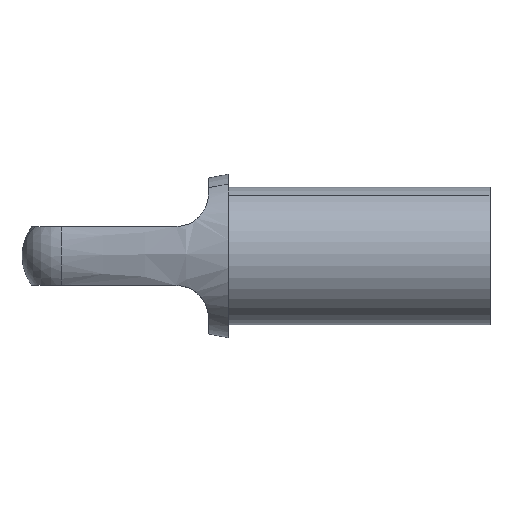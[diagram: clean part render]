
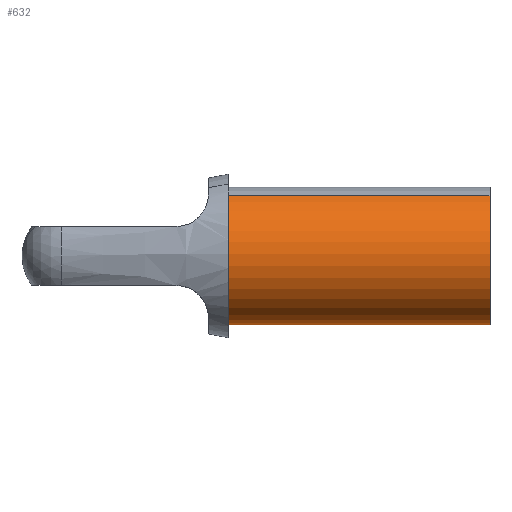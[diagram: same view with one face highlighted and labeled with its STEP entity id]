
A CAD part, front view. The second image highlights one B-rep face of the part: STEP entity #632.
In plain terms, the highlighted cylindrical face has radius 10.5 mm (diameter 21 mm), a partial arc.
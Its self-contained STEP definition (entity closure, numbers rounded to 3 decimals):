
#571=CARTESIAN_POINT('Vertex',(64.,5.034,-9.215)) ;
#573=CARTESIAN_POINT('Vertex',(64.,-5.034,9.215)) ;
#576=CARTESIAN_POINT('Axis2P3D Location',(64.,0.,0.)) ;
#590=CARTESIAN_POINT('Axis2P3D Location',(28.25,0.,0.)) ;
#595=CARTESIAN_POINT('Line Origine',(44.,-5.034,9.215)) ;
#599=CARTESIAN_POINT('Vertex',(24.,-5.034,9.215)) ;
#602=CARTESIAN_POINT('Line Origine',(44.,5.034,-9.215)) ;
#606=CARTESIAN_POINT('Vertex',(24.,5.034,-9.215)) ;
#621=CARTESIAN_POINT('Axis2P3D Location',(24.,0.,0.)) ;
#577=DIRECTION('Axis2P3D Direction',(1.,0.,0.)) ;
#591=DIRECTION('Axis2P3D Direction',(1.,0.,0.)) ;
#592=DIRECTION('Axis2P3D XDirection',(0.,-0.479,0.878)) ;
#596=DIRECTION('Vector Direction',(1.,0.,0.)) ;
#603=DIRECTION('Vector Direction',(1.,0.,0.)) ;
#622=DIRECTION('Axis2P3D Direction',(1.,0.,0.)) ;
#578=AXIS2_PLACEMENT_3D('Circle Axis2P3D',#576,#577,$) ;
#593=AXIS2_PLACEMENT_3D('Cylinder Axis2P3D',#590,#591,#592) ;
#623=AXIS2_PLACEMENT_3D('Circle Axis2P3D',#621,#622,$) ;
#627=ORIENTED_EDGE('',*,*,#608,.T.) ;
#628=ORIENTED_EDGE('',*,*,#580,.F.) ;
#629=ORIENTED_EDGE('',*,*,#601,.F.) ;
#630=ORIENTED_EDGE('',*,*,#625,.T.) ;
#597=VECTOR('Line Direction',#596,1.) ;
#604=VECTOR('Line Direction',#603,1.) ;
#632=ADVANCED_FACE('Corps principal',(#631),#594,.T.) ;
#579=CIRCLE('generated circle',#578,10.5) ;
#624=CIRCLE('generated circle',#623,10.5) ;
#594=CYLINDRICAL_SURFACE('generated cylinder',#593,10.5) ;
#580=EDGE_CURVE('',#574,#572,#579,.T.) ;
#601=EDGE_CURVE('',#600,#574,#598,.T.) ;
#608=EDGE_CURVE('',#607,#572,#605,.T.) ;
#625=EDGE_CURVE('',#600,#607,#624,.T.) ;
#626=EDGE_LOOP('',(#627,#628,#629,#630)) ;
#631=FACE_OUTER_BOUND('',#626,.T.) ;
#598=LINE('Line',#595,#597) ;
#605=LINE('Line',#602,#604) ;
#572=VERTEX_POINT('',#571) ;
#574=VERTEX_POINT('',#573) ;
#600=VERTEX_POINT('',#599) ;
#607=VERTEX_POINT('',#606) ;
